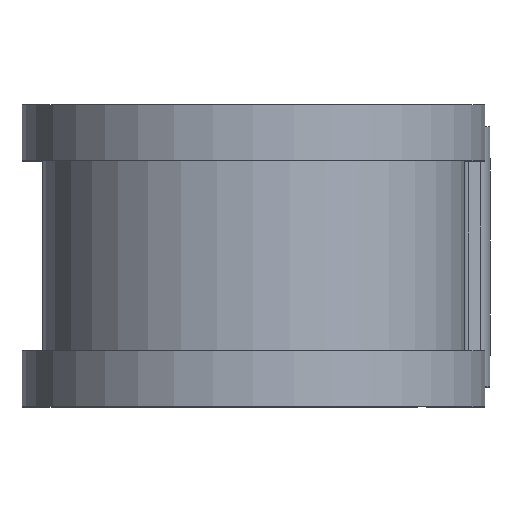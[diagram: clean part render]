
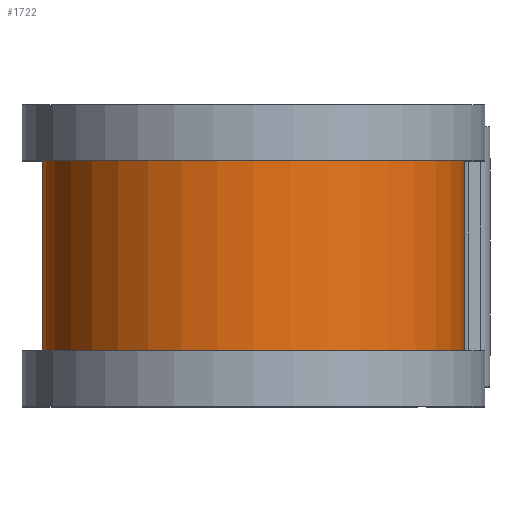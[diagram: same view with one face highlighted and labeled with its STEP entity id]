
A CAD part, top view. The second image highlights one B-rep face of the part: STEP entity #1722.
In plain terms, the highlighted cylindrical face has radius 15.443 mm (diameter 30.886 mm), a partial arc.
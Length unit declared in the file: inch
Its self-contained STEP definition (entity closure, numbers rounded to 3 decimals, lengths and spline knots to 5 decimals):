
#48 = DIRECTION ( 'NONE',  ( 0., -1., 0. ) ) ;
#160 = DIRECTION ( 'NONE',  ( 0., -1., 0. ) ) ;
#271 = CARTESIAN_POINT ( 'NONE',  ( 0., 0.375, 1. ) ) ;
#314 = CARTESIAN_POINT ( 'NONE',  ( 0.608, 0.275, 1. ) ) ;
#502 = AXIS2_PLACEMENT_3D ( 'NONE', #1150, #160, #1327 ) ;
#514 = EDGE_CURVE ( 'NONE', #1883, #1691, #1865, .T. ) ;
#582 = ORIENTED_EDGE ( 'NONE', *, *, #1079, .T. ) ;
#586 = EDGE_LOOP ( 'NONE', ( #895, #582, #974, #1559 ) ) ;
#650 = AXIS2_PLACEMENT_3D ( 'NONE', #1952, #942, #2119 ) ;
#669 = CARTESIAN_POINT ( 'NONE',  ( -0.608, -0.275, 1. ) ) ;
#744 = CARTESIAN_POINT ( 'NONE',  ( 0.608, 0.375, 1. ) ) ;
#782 = LINE ( 'NONE', #1724, #1117 ) ;
#895 = ORIENTED_EDGE ( 'NONE', *, *, #514, .F. ) ;
#917 = EDGE_CURVE ( 'NONE', #1390, #1239, #782, .T. ) ;
#942 = DIRECTION ( 'NONE',  ( 0., -1., 0. ) ) ;
#974 = ORIENTED_EDGE ( 'NONE', *, *, #917, .T. ) ;
#1047 = CYLINDRICAL_SURFACE ( 'NONE', #1982, 0.608 ) ;
#1079 = EDGE_CURVE ( 'NONE', #1883, #1390, #1272, .T. ) ;
#1117 = VECTOR ( 'NONE', #1407, 39.37008 ) ;
#1150 = CARTESIAN_POINT ( 'NONE',  ( 0., -0.275, 1. ) ) ;
#1211 = CARTESIAN_POINT ( 'NONE',  ( -0.608, 0.275, 1. ) ) ;
#1239 = VERTEX_POINT ( 'NONE', #669 ) ;
#1272 = CIRCLE ( 'NONE', #650, 0.608 ) ;
#1327 = DIRECTION ( 'NONE',  ( 0., 0., -1. ) ) ;
#1362 = VECTOR ( 'NONE', #48, 39.37008 ) ;
#1390 = VERTEX_POINT ( 'NONE', #1211 ) ;
#1407 = DIRECTION ( 'NONE',  ( 0., -1., 0. ) ) ;
#1448 = DIRECTION ( 'NONE',  ( 0., -1., 0. ) ) ;
#1464 = FACE_OUTER_BOUND ( 'NONE', #586, .T. ) ;
#1559 = ORIENTED_EDGE ( 'NONE', *, *, #1956, .F. ) ;
#1629 = CIRCLE ( 'NONE', #502, 0.608 ) ;
#1691 = VERTEX_POINT ( 'NONE', #2087 ) ;
#1722 = ADVANCED_FACE ( 'NONE', ( #1464 ), #1047, .T. ) ;
#1724 = CARTESIAN_POINT ( 'NONE',  ( -0.608, 0.375, 1. ) ) ;
#1865 = LINE ( 'NONE', #744, #1362 ) ;
#1883 = VERTEX_POINT ( 'NONE', #314 ) ;
#1931 = DIRECTION ( 'NONE',  ( 0., 0., -1. ) ) ;
#1952 = CARTESIAN_POINT ( 'NONE',  ( 0., 0.275, 1. ) ) ;
#1956 = EDGE_CURVE ( 'NONE', #1691, #1239, #1629, .T. ) ;
#1982 = AXIS2_PLACEMENT_3D ( 'NONE', #271, #1448, #1931 ) ;
#2087 = CARTESIAN_POINT ( 'NONE',  ( 0.608, -0.275, 1. ) ) ;
#2119 = DIRECTION ( 'NONE',  ( 0., 0., -1. ) ) ;
